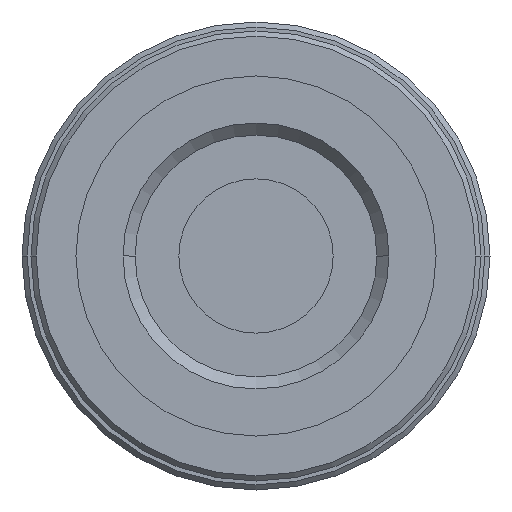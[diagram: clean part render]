
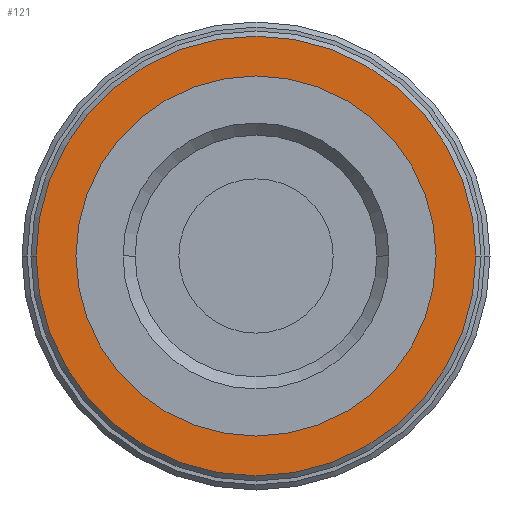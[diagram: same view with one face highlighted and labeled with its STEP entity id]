
A CAD part, front view. The second image highlights one B-rep face of the part: STEP entity #121.
In plain terms, the highlighted planar face has unit normal (0, -1, 0).
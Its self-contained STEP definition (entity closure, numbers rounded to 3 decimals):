
#121=ADVANCED_FACE('',(#256,#257),#258,.T.);
#256=FACE_BOUND('',#399,.T.);
#257=FACE_OUTER_BOUND('',#400,.T.);
#258=PLANE('',#401);
#399=EDGE_LOOP('',(#667,#668));
#400=EDGE_LOOP('',(#669,#670));
#401=AXIS2_PLACEMENT_3D('',#671,#672,#673);
#667=ORIENTED_EDGE('',*,*,#896,.T.);
#668=ORIENTED_EDGE('',*,*,#897,.T.);
#669=ORIENTED_EDGE('',*,*,#836,.F.);
#670=ORIENTED_EDGE('',*,*,#898,.F.);
#671=CARTESIAN_POINT('',(4.275,0.1,0.0));
#672=DIRECTION('',(0.,-1.0,0.0));
#673=DIRECTION('',(-1.0,0.,0.0));
#836=EDGE_CURVE('',#991,#994,#995,.T.);
#896=EDGE_CURVE('',#1076,#1077,#1078,.T.);
#897=EDGE_CURVE('',#1077,#1076,#1079,.T.);
#898=EDGE_CURVE('',#994,#991,#1080,.T.);
#991=VERTEX_POINT('',#1184);
#994=VERTEX_POINT('',#1188);
#995=CIRCLE('',#1189,8.55);
#1076=VERTEX_POINT('',#1287);
#1077=VERTEX_POINT('',#1288);
#1078=CIRCLE('',#1289,7.0);
#1079=CIRCLE('',#1290,7.0);
#1080=CIRCLE('',#1291,8.55);
#1184=CARTESIAN_POINT('',(8.55,0.1,0.0));
#1188=CARTESIAN_POINT('',(-8.55,0.1,0.));
#1189=AXIS2_PLACEMENT_3D('',#1400,#1401,#1402);
#1287=CARTESIAN_POINT('',(-7.0,0.1,0.));
#1288=CARTESIAN_POINT('',(7.0,0.1,0.));
#1289=AXIS2_PLACEMENT_3D('',#1489,#1490,#1491);
#1290=AXIS2_PLACEMENT_3D('',#1492,#1493,#1494);
#1291=AXIS2_PLACEMENT_3D('',#1495,#1496,#1497);
#1400=CARTESIAN_POINT('',(0.0,0.1,0.0));
#1401=DIRECTION('',(-0.0,1.0,0.0));
#1402=DIRECTION('',(1.0,0.0,0.0));
#1489=CARTESIAN_POINT('',(0.0,0.1,0.0));
#1490=DIRECTION('',(0.,1.0,0.0));
#1491=DIRECTION('',(1.0,0.,0.0));
#1492=CARTESIAN_POINT('',(0.0,0.1,0.0));
#1493=DIRECTION('',(0.,1.0,0.0));
#1494=DIRECTION('',(1.0,0.,0.0));
#1495=CARTESIAN_POINT('',(0.0,0.1,0.0));
#1496=DIRECTION('',(-0.0,1.0,0.0));
#1497=DIRECTION('',(1.0,0.0,0.0));
